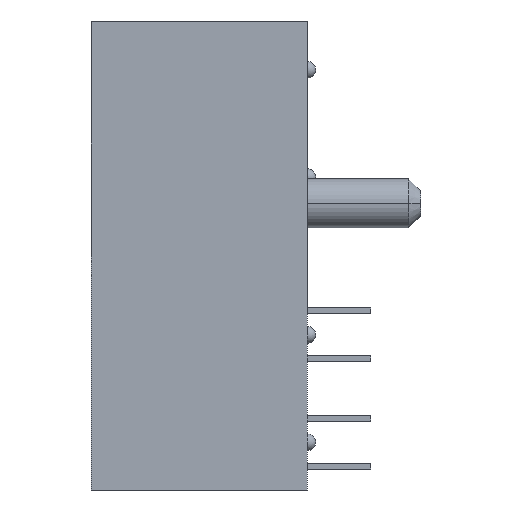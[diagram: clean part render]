
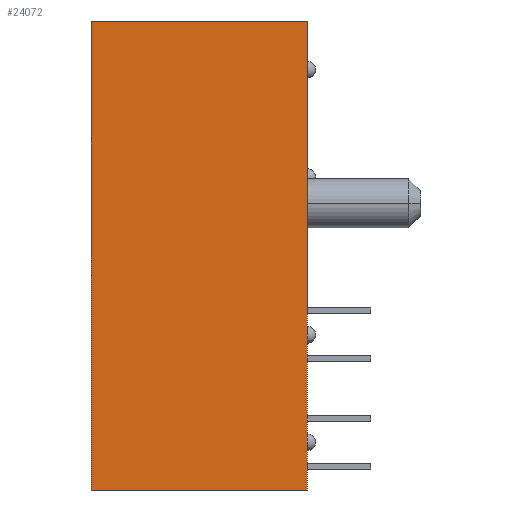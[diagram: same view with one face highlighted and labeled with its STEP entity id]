
A CAD part, left-side view. The second image highlights one B-rep face of the part: STEP entity #24072.
In plain terms, the highlighted planar face has unit normal (-1, 0, 0).
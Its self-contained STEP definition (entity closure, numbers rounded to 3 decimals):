
#12=DIRECTION('',(0.,0.,1.));
#13=VECTOR('',#12,19.6);
#14=CARTESIAN_POINT('',(-10.5,3.6,-19.6));
#15=LINE('',#14,#13);
#5401=DIRECTION('',(0.,-1.,0.));
#5402=VECTOR('',#5401,9.05);
#5403=CARTESIAN_POINT('',(-10.5,3.6,-19.6));
#5404=LINE('',#5403,#5402);
#7453=DIRECTION('',(0.,0.,-1.));
#7454=VECTOR('',#7453,19.6);
#7455=CARTESIAN_POINT('',(-10.5,-5.45,0.));
#7456=LINE('',#7455,#7454);
#8868=DIRECTION('',(0.,-1.,0.));
#8869=VECTOR('',#8868,9.05);
#8870=CARTESIAN_POINT('',(-10.5,3.6,0.));
#8871=LINE('',#8870,#8869);
#15517=CARTESIAN_POINT('',(-10.5,3.6,0.));
#15519=VERTEX_POINT('',#15517);
#15546=CARTESIAN_POINT('',(-10.5,3.6,-19.6));
#15548=VERTEX_POINT('',#15546);
#15614=CARTESIAN_POINT('',(-10.5,-5.45,0.));
#15616=VERTEX_POINT('',#15614);
#15617=CARTESIAN_POINT('',(-10.5,-5.45,-19.6));
#15618=VERTEX_POINT('',#15617);
#24061=CARTESIAN_POINT('',(-10.5,-3.6,-19.6));
#24062=DIRECTION('',(-1.,0.,0.));
#24063=DIRECTION('',(0.,0.,1.));
#24064=AXIS2_PLACEMENT_3D('',#24061,#24062,#24063);
#24065=PLANE('',#24064);
#24066=ORIENTED_EDGE('',*,*,#18446,.T.);
#24067=ORIENTED_EDGE('',*,*,#23576,.T.);
#24068=ORIENTED_EDGE('',*,*,#22571,.F.);
#24069=ORIENTED_EDGE('',*,*,#18404,.T.);
#24070=EDGE_LOOP('',(#24066,#24067,#24068,#24069));
#24071=FACE_OUTER_BOUND('',#24070,.F.);
#18404=EDGE_CURVE('',#15548,#15519,#15,.T.);
#18446=EDGE_CURVE('',#15519,#15616,#8871,.T.);
#22571=EDGE_CURVE('',#15548,#15618,#5404,.T.);
#23576=EDGE_CURVE('',#15616,#15618,#7456,.T.);
#24072=ADVANCED_FACE('',(#24071),#24065,.T.);
